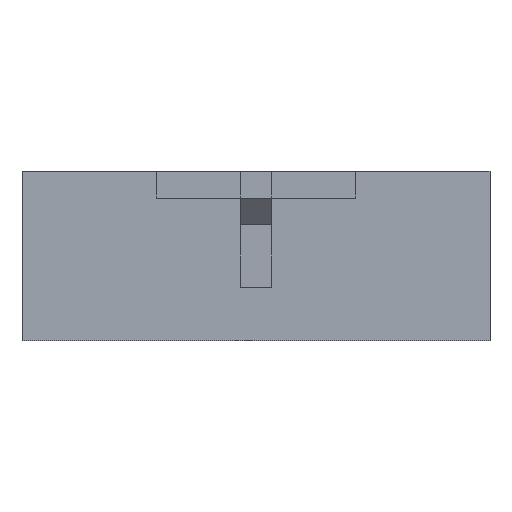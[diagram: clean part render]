
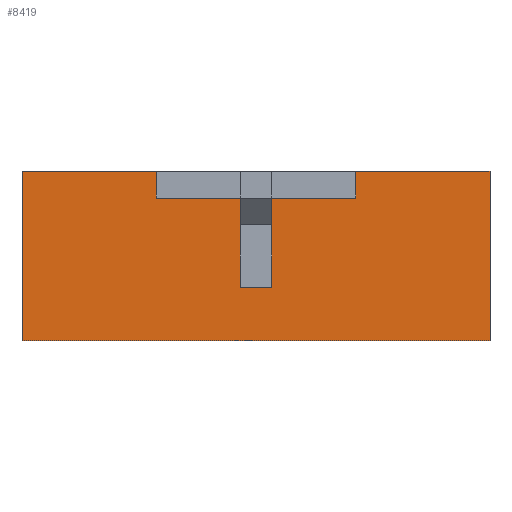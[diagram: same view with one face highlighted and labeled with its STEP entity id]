
A CAD part, left-side view. The second image highlights one B-rep face of the part: STEP entity #8419.
In plain terms, the highlighted planar face has unit normal (-1, 0, 0).
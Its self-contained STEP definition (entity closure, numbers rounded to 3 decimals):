
#32 = VERTEX_POINT('',#33);
#33 = CARTESIAN_POINT('',(-22.34,-0.7,
    -1.4));
#39 = EDGE_CURVE('',#40,#32,#42,.T.);
#40 = VERTEX_POINT('',#41);
#41 = CARTESIAN_POINT('',(-22.34,-0.7,2.6
    ));
#42 = LINE('',#43,#44);
#43 = CARTESIAN_POINT('',(-22.34,-0.7,2.6
    ));
#44 = VECTOR('',#45,1.);
#45 = DIRECTION('',(0.,0.,-1.));
#70 = EDGE_CURVE('',#71,#40,#73,.T.);
#71 = VERTEX_POINT('',#72);
#72 = CARTESIAN_POINT('',(-22.34,-4.475,2.6
    ));
#73 = LINE('',#74,#75);
#74 = CARTESIAN_POINT('',(-22.34,-4.475,2.6
    ));
#75 = VECTOR('',#76,1.);
#76 = DIRECTION('',(0.,1.,0.));
#149 = VERTEX_POINT('',#150);
#150 = CARTESIAN_POINT('',(-22.34,-4.475,
    3.8));
#156 = EDGE_CURVE('',#157,#149,#159,.T.);
#157 = VERTEX_POINT('',#158);
#158 = CARTESIAN_POINT('',(-22.34,-10.5,3.8));
#159 = LINE('',#160,#161);
#160 = CARTESIAN_POINT('',(-22.34,-10.5,3.8));
#161 = VECTOR('',#162,1.);
#162 = DIRECTION('',(0.,1.,0.));
#261 = VERTEX_POINT('',#262);
#262 = CARTESIAN_POINT('',(-22.34,10.5,3.8));
#268 = EDGE_CURVE('',#269,#261,#271,.T.);
#269 = VERTEX_POINT('',#270);
#270 = CARTESIAN_POINT('',(-22.34,4.475,3.8
    ));
#271 = LINE('',#272,#273);
#272 = CARTESIAN_POINT('',(-22.34,4.475,3.8
    ));
#273 = VECTOR('',#274,1.);
#274 = DIRECTION('',(0.,1.,0.));
#884 = VERTEX_POINT('',#885);
#885 = CARTESIAN_POINT('',(-22.34,-10.5,-3.8));
#891 = EDGE_CURVE('',#892,#884,#894,.T.);
#892 = VERTEX_POINT('',#893);
#893 = CARTESIAN_POINT('',(-22.34,10.5,-3.8));
#894 = LINE('',#895,#896);
#895 = CARTESIAN_POINT('',(-22.34,10.5,-3.8));
#896 = VECTOR('',#897,1.);
#897 = DIRECTION('',(0.,-1.,0.));
#8223 = VERTEX_POINT('',#8224);
#8224 = CARTESIAN_POINT('',(-22.34,4.475,
    2.6));
#8230 = EDGE_CURVE('',#8231,#8223,#8233,.T.);
#8231 = VERTEX_POINT('',#8232);
#8232 = CARTESIAN_POINT('',(-22.34,0.7,
    2.6));
#8233 = LINE('',#8234,#8235);
#8234 = CARTESIAN_POINT('',(-22.34,0.7,
    2.6));
#8235 = VECTOR('',#8236,1.);
#8236 = DIRECTION('',(0.,1.,0.));
#8253 = EDGE_CURVE('',#8223,#269,#8254,.T.);
#8254 = LINE('',#8255,#8256);
#8255 = CARTESIAN_POINT('',(-22.34,4.475,
    2.6));
#8256 = VECTOR('',#8257,1.);
#8257 = DIRECTION('',(0.,0.,1.));
#8419 = ADVANCED_FACE('',(#8420),#8461,.T.);
#8420 = FACE_BOUND('',#8421,.T.);
#8421 = EDGE_LOOP('',(#8422,#8423,#8424,#8432,#8438,#8439,#8440,#8441,
    #8447,#8448,#8454,#8455));
#8422 = ORIENTED_EDGE('',*,*,#70,.T.);
#8423 = ORIENTED_EDGE('',*,*,#39,.T.);
#8424 = ORIENTED_EDGE('',*,*,#8425,.T.);
#8425 = EDGE_CURVE('',#32,#8426,#8428,.T.);
#8426 = VERTEX_POINT('',#8427);
#8427 = CARTESIAN_POINT('',(-22.34,0.7,
    -1.4));
#8428 = LINE('',#8429,#8430);
#8429 = CARTESIAN_POINT('',(-22.34,-0.7,
    -1.4));
#8430 = VECTOR('',#8431,1.);
#8431 = DIRECTION('',(0.,1.,0.));
#8432 = ORIENTED_EDGE('',*,*,#8433,.T.);
#8433 = EDGE_CURVE('',#8426,#8231,#8434,.T.);
#8434 = LINE('',#8435,#8436);
#8435 = CARTESIAN_POINT('',(-22.34,0.7,
    -1.4));
#8436 = VECTOR('',#8437,1.);
#8437 = DIRECTION('',(0.,0.,1.));
#8438 = ORIENTED_EDGE('',*,*,#8230,.T.);
#8439 = ORIENTED_EDGE('',*,*,#8253,.T.);
#8440 = ORIENTED_EDGE('',*,*,#268,.T.);
#8441 = ORIENTED_EDGE('',*,*,#8442,.T.);
#8442 = EDGE_CURVE('',#261,#892,#8443,.T.);
#8443 = LINE('',#8444,#8445);
#8444 = CARTESIAN_POINT('',(-22.34,10.5,3.8));
#8445 = VECTOR('',#8446,1.);
#8446 = DIRECTION('',(0.,0.,-1.));
#8447 = ORIENTED_EDGE('',*,*,#891,.T.);
#8448 = ORIENTED_EDGE('',*,*,#8449,.T.);
#8449 = EDGE_CURVE('',#884,#157,#8450,.T.);
#8450 = LINE('',#8451,#8452);
#8451 = CARTESIAN_POINT('',(-22.34,-10.5,-3.8));
#8452 = VECTOR('',#8453,1.);
#8453 = DIRECTION('',(0.,0.,1.));
#8454 = ORIENTED_EDGE('',*,*,#156,.T.);
#8455 = ORIENTED_EDGE('',*,*,#8456,.T.);
#8456 = EDGE_CURVE('',#149,#71,#8457,.T.);
#8457 = LINE('',#8458,#8459);
#8458 = CARTESIAN_POINT('',(-22.34,-4.475,
    3.8));
#8459 = VECTOR('',#8460,1.);
#8460 = DIRECTION('',(0.,0.,-1.));
#8461 = PLANE('',#8462);
#8462 = AXIS2_PLACEMENT_3D('',#8463,#8464,#8465);
#8463 = CARTESIAN_POINT('',(-22.34,0.,-0.057));
#8464 = DIRECTION('',(-1.,-0.,-0.));
#8465 = DIRECTION('',(0.,0.,-1.));
